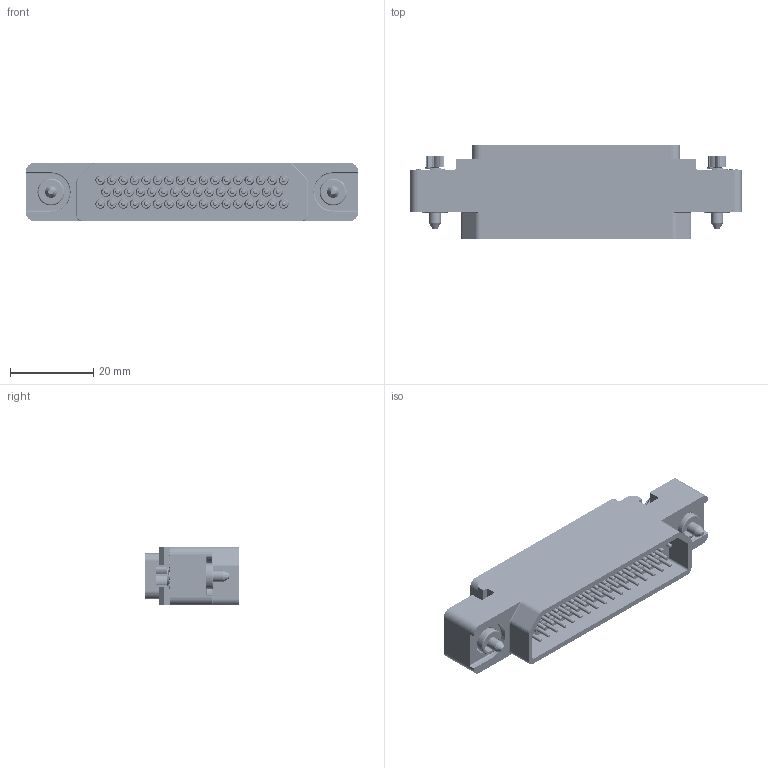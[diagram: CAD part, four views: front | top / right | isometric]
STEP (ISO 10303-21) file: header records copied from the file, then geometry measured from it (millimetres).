
FILE_DESCRIPTION((''),'2;1');
FILE_NAME('1900ND01P1A00B','2019-10-25T',('presta_be4'),(''),'CREO PARAMETRIC BY PTC INC, 2018360','CREO PARAMETRIC BY PTC INC, 2018360','');
FILE_SCHEMA(('CONFIG_CONTROL_DESIGN'));
Products named in the file (1): 1900ND01P1A00B
Bounding box: 80 x 22.77 x 14 mm (x, y, z)
Volume: 12368.4 mm3; surface area: 20402.4 mm2
Topology: 1 solids, 54 shells, 8238 faces, 18891 edges, 11290 vertices
Faces by surface type: cylinder 2730, plane 2370, torus 1540, cone 1340, sphere 200, bspline 30, extrusion 28
Entity records: 269530 total; most frequent: CARTESIAN_POINT 79471, DIRECTION 43013, ORIENTED_EDGE 37374, EDGE_CURVE 18687, AXIS2_PLACEMENT_3D 17219, VERTEX_POINT 11290, EDGE_LOOP 9287, CIRCLE 9039
